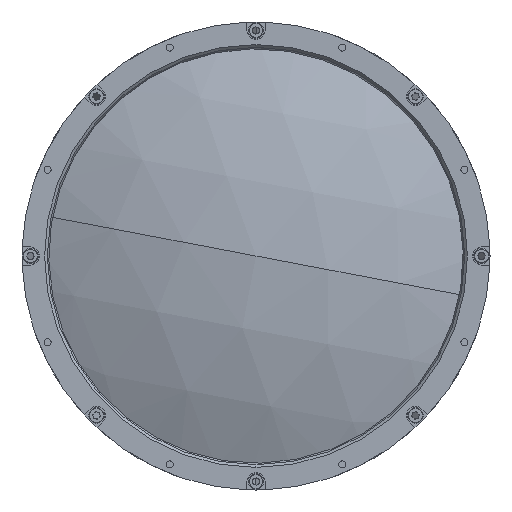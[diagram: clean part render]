
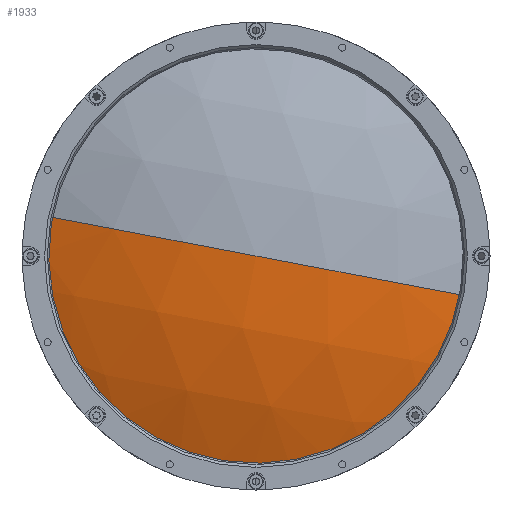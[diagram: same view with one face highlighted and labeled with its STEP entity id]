
A CAD part, left-side view. The second image highlights one B-rep face of the part: STEP entity #1933.
In plain terms, the highlighted spherical face has radius 192.8 mm.
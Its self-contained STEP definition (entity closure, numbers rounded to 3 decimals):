
#273 = ORIENTED_EDGE ( 'NONE', *, *, #5292, .T. ) ;
#961 = CARTESIAN_POINT ( 'NONE',  ( 190.2, 0., 0. ) ) ;
#1018 = ORIENTED_EDGE ( 'NONE', *, *, #7809, .T. ) ;
#1022 = ORIENTED_EDGE ( 'NONE', *, *, #15440, .F. ) ;
#1260 = DIRECTION ( 'NONE',  ( 0., 0.982, 0.187 ) ) ;
#1933 = ADVANCED_FACE ( 'NONE', ( #15153 ), #7478, .T. ) ;
#3121 = CARTESIAN_POINT ( 'NONE',  ( 13.011, -74.665, -14.182 ) ) ;
#3589 = CARTESIAN_POINT ( 'NONE',  ( 13.011, 0., 0. ) ) ;
#3850 = DIRECTION ( 'NONE',  ( 0., 0.187, -0.982 ) ) ;
#4342 = CARTESIAN_POINT ( 'NONE',  ( -2.6, 0., 0. ) ) ;
#5042 = DIRECTION ( 'NONE',  ( 0., 0.187, -0.982 ) ) ;
#5292 = EDGE_CURVE ( 'NONE', #7400, #14315, #12861, .T. ) ;
#5778 = CARTESIAN_POINT ( 'NONE',  ( 190.2, 0., 0. ) ) ;
#7234 = DIRECTION ( 'NONE',  ( 0., -0.982, -0.187 ) ) ;
#7400 = VERTEX_POINT ( 'NONE', #14102 ) ;
#7470 = AXIS2_PLACEMENT_3D ( 'NONE', #961, #3850, #13926 ) ;
#7478 = SPHERICAL_SURFACE ( 'NONE', #7470, 192.8 ) ;
#7809 = EDGE_CURVE ( 'NONE', #14315, #15465, #7830, .T. ) ;
#7830 = CIRCLE ( 'NONE', #14291, 192.8 ) ;
#8397 = EDGE_LOOP ( 'NONE', ( #273, #1018, #1022 ) ) ;
#9889 = DIRECTION ( 'NONE',  ( 0., 0.187, -0.982 ) ) ;
#10406 = AXIS2_PLACEMENT_3D ( 'NONE', #3589, #13685, #5042 ) ;
#10993 = AXIS2_PLACEMENT_3D ( 'NONE', #5778, #15894, #7234 ) ;
#12861 = CIRCLE ( 'NONE', #10406, 76. ) ;
#13685 = DIRECTION ( 'NONE',  ( -1., 0., 0. ) ) ;
#13926 = DIRECTION ( 'NONE',  ( 0., 0.982, 0.187 ) ) ;
#14063 = CIRCLE ( 'NONE', #10993, 192.8 ) ;
#14102 = CARTESIAN_POINT ( 'NONE',  ( 13.011, 74.665, 14.182 ) ) ;
#14291 = AXIS2_PLACEMENT_3D ( 'NONE', #18519, #9889, #1260 ) ;
#14315 = VERTEX_POINT ( 'NONE', #3121 ) ;
#15153 = FACE_OUTER_BOUND ( 'NONE', #8397, .T. ) ;
#15440 = EDGE_CURVE ( 'NONE', #7400, #15465, #14063, .T. ) ;
#15465 = VERTEX_POINT ( 'NONE', #4342 ) ;
#15894 = DIRECTION ( 'NONE',  ( 0., -0.187, 0.982 ) ) ;
#18519 = CARTESIAN_POINT ( 'NONE',  ( 190.2, 0., 0. ) ) ;
